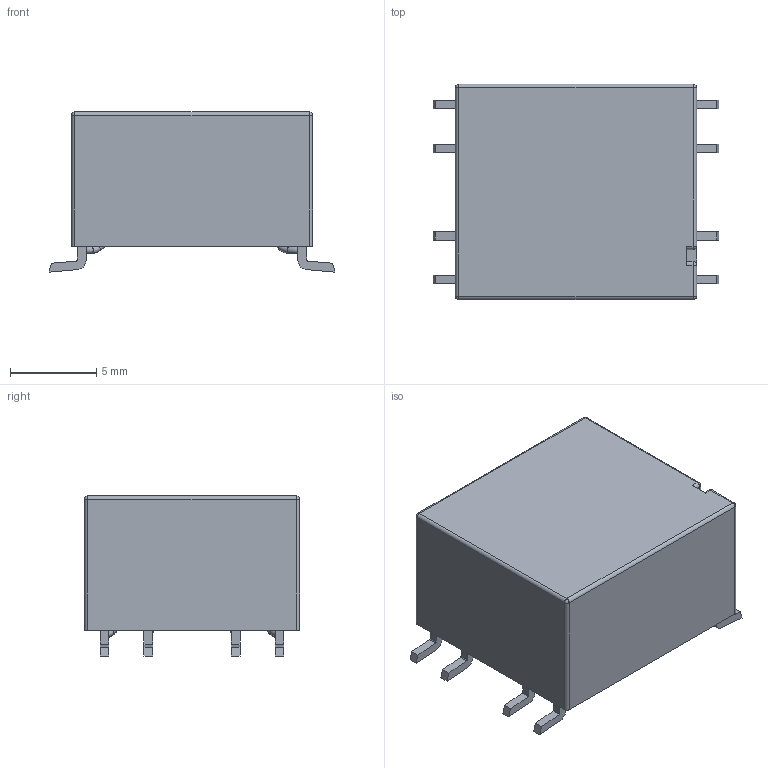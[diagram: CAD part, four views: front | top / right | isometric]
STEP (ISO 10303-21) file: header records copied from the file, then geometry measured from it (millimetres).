
FILE_DESCRIPTION( ( 'Unknown' ), '1' );
FILE_NAME( '744290xxx.stp', 'Unknown', ( 'Unknown' ), ( 'Unknown' ), 'PSStep 16.0.42', 'Unknown', ' ' );
FILE_SCHEMA( ( 'AUTOMOTIVE_DESIGN { 1 0 10303 214 1 1 1 1 }' ) );
Length unit declared in the file: millimetre
Products named in the file (2): 1; 2
Bounding box: 16.6 x 12.5 x 9.3 mm (x, y, z)
Volume: 687.3 mm3; surface area: 1699.1 mm2
Topology: 2 solids, 2 shells, 326 faces, 745 edges, 418 vertices
Faces by surface type: cylinder 127, torus 80, plane 77, bspline 28, sphere 14
Full cylindrical faces by diameter (mm): 0.4 x64, 5 x1, 9 x1
Entity records: 15791 total; most frequent: CARTESIAN_POINT 6487, DIRECTION 1489, ORIENTED_EDGE 1142, AXIS2_PLACEMENT_3D 618, EDGE_CURVE 571, EDGE_LOOP 495, FACE_OUTER_BOUND 476, VERTEX_POINT 408
